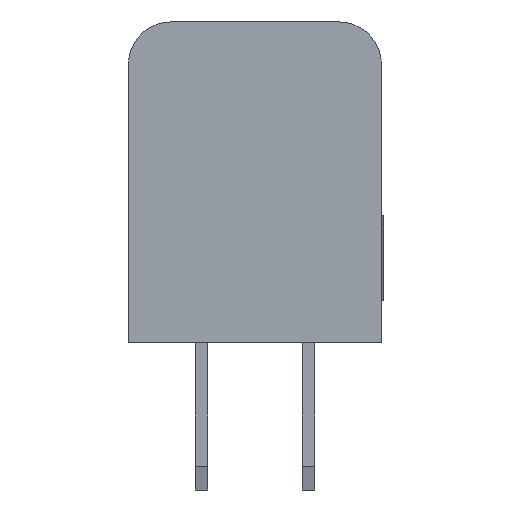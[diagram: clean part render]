
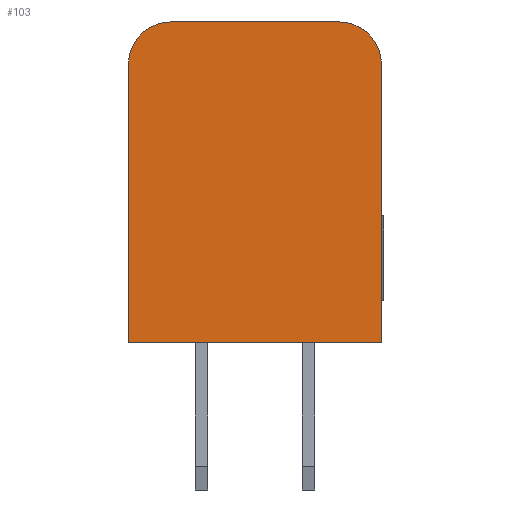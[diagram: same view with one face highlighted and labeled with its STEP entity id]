
A CAD part, left-side view. The second image highlights one B-rep face of the part: STEP entity #103.
In plain terms, the highlighted planar face has unit normal (-1, 0, 0).
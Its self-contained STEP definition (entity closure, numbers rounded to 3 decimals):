
#103=ADVANCED_FACE('',(#9709),#9711,.T.);
#9709=FACE_BOUND('',#9710,.T.);
#9710=EDGE_LOOP('',(#17528,#17529,#17530,#17531,#17532,#17533));
#9711=PLANE('',#9712);
#9712=AXIS2_PLACEMENT_3D('',#9713,#9714,#9715);
#9713=CARTESIAN_POINT('',(-3.82,0.,0.));
#9714=DIRECTION('',(-1.,0.,0.));
#9715=DIRECTION('',(0.,0.,1.));
#17528=ORIENTED_EDGE('',*,*,#23011,.F.);
#17529=ORIENTED_EDGE('',*,*,#23012,.T.);
#17530=ORIENTED_EDGE('',*,*,#23013,.T.);
#17531=ORIENTED_EDGE('',*,*,#22943,.T.);
#17532=ORIENTED_EDGE('',*,*,#23010,.F.);
#17533=ORIENTED_EDGE('',*,*,#23014,.T.);
#22943=EDGE_CURVE('',#25690,#25688,#25691,.T.);
#23010=EDGE_CURVE('',#25818,#25688,#25820,.F.);
#23011=EDGE_CURVE('',#25821,#25822,#25823,.F.);
#23012=EDGE_CURVE('',#25821,#25824,#25825,.T.);
#23013=EDGE_CURVE('',#25824,#25690,#25826,.T.);
#23014=EDGE_CURVE('',#25818,#25822,#25827,.T.);
#25688=VERTEX_POINT('',#30263);
#25690=VERTEX_POINT('',#30267);
#25691=LINE('',#30268,#30269);
#25818=VERTEX_POINT('',#30578);
#25820=CIRCLE('',#30582,1.);
#25821=VERTEX_POINT('',#30586);
#25822=VERTEX_POINT('',#30587);
#25823=CIRCLE('',#30588,1.);
#25824=VERTEX_POINT('',#30592);
#25825=LINE('',#30593,#30594);
#25826=LINE('',#30596,#30597);
#25827=LINE('',#30599,#30600);
#30263=CARTESIAN_POINT('',(-3.82,-1.73,6.6));
#30267=CARTESIAN_POINT('',(-3.82,-1.73,0.));
#30268=CARTESIAN_POINT('',(-3.82,-1.73,0.));
#30269=VECTOR('',#30270,1.);
#30270=DIRECTION('',(0.,0.,1.));
#30578=CARTESIAN_POINT('',(-3.82,-0.73,7.6));
#30582=AXIS2_PLACEMENT_3D('',#30583,#30584,#30585);
#30583=CARTESIAN_POINT('',(-3.82,-0.73,6.6));
#30584=DIRECTION('',(-1.,0.,0.));
#30585=DIRECTION('',(0.,-1.,0.));
#30586=CARTESIAN_POINT('',(-3.82,4.27,6.6));
#30587=CARTESIAN_POINT('',(-3.82,3.27,7.6));
#30588=AXIS2_PLACEMENT_3D('',#30589,#30590,#30591);
#30589=CARTESIAN_POINT('',(-3.82,3.27,6.6));
#30590=DIRECTION('',(-1.,0.,0.));
#30591=DIRECTION('',(0.,0.,1.));
#30592=CARTESIAN_POINT('',(-3.82,4.27,0.));
#30593=CARTESIAN_POINT('',(-3.82,4.27,6.6));
#30594=VECTOR('',#30595,1.);
#30595=DIRECTION('',(0.,0.,-1.));
#30596=CARTESIAN_POINT('',(-3.82,4.27,0.));
#30597=VECTOR('',#30598,1.);
#30598=DIRECTION('',(0.,-1.,0.));
#30599=CARTESIAN_POINT('',(-3.82,-0.73,7.6));
#30600=VECTOR('',#30601,1.);
#30601=DIRECTION('',(0.,1.,0.));
